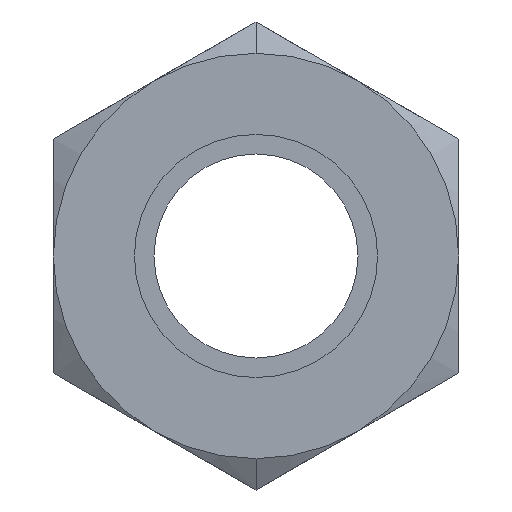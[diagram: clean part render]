
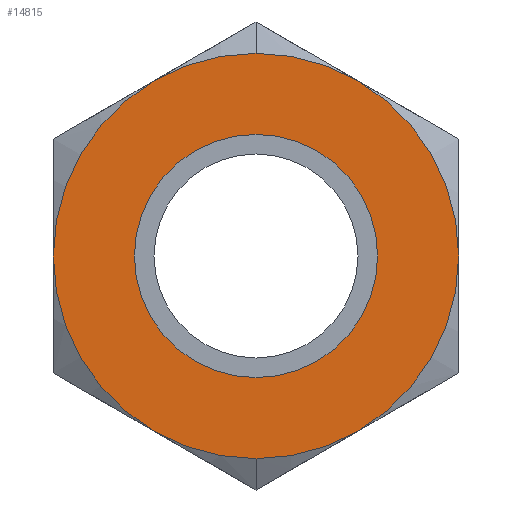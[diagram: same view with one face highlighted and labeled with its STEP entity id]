
A CAD part, left-side view. The second image highlights one B-rep face of the part: STEP entity #14815.
In plain terms, the highlighted planar face has unit normal (-1, 0, 0).
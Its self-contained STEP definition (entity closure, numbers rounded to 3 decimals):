
#1014 = DIRECTION ( 'NONE',  ( 0., 0., -1. ) ) ;
#1144 = AXIS2_PLACEMENT_3D ( 'NONE', #10395, #2983, #6103 ) ;
#1248 = DIRECTION ( 'NONE',  ( 0., 0., 1. ) ) ;
#1580 = ORIENTED_EDGE ( 'NONE', *, *, #16450, .F. ) ;
#2464 = ORIENTED_EDGE ( 'NONE', *, *, #3952, .T. ) ;
#2585 = DIRECTION ( 'NONE',  ( -1., 0., 0. ) ) ;
#2983 = DIRECTION ( 'NONE',  ( 1., 0., 0. ) ) ;
#3227 = DIRECTION ( 'NONE',  ( 1., 0., 0. ) ) ;
#3952 = EDGE_CURVE ( 'NONE', #16327, #9305, #13763, .T. ) ;
#4122 = CARTESIAN_POINT ( 'NONE',  ( 0., 0., 15. ) ) ;
#4517 = CIRCLE ( 'NONE', #17008, 15. ) ;
#5423 = EDGE_CURVE ( 'NONE', #9305, #16327, #10424, .T. ) ;
#6103 = DIRECTION ( 'NONE',  ( 0., 0., -1. ) ) ;
#7008 = VERTEX_POINT ( 'NONE', #4122 ) ;
#7062 = AXIS2_PLACEMENT_3D ( 'NONE', #17840, #3227, #7330 ) ;
#7330 = DIRECTION ( 'NONE',  ( 0., 0., 1. ) ) ;
#8299 = FACE_BOUND ( 'NONE', #16967, .T. ) ;
#8447 = CIRCLE ( 'NONE', #1144, 15. ) ;
#8912 = AXIS2_PLACEMENT_3D ( 'NONE', #15718, #12833, #1014 ) ;
#9305 = VERTEX_POINT ( 'NONE', #11361 ) ;
#9830 = FACE_OUTER_BOUND ( 'NONE', #18889, .T. ) ;
#10076 = ORIENTED_EDGE ( 'NONE', *, *, #5423, .T. ) ;
#10320 = DIRECTION ( 'NONE',  ( 0., 0., 1. ) ) ;
#10395 = CARTESIAN_POINT ( 'NONE',  ( 0., 0., 0. ) ) ;
#10413 = CARTESIAN_POINT ( 'NONE',  ( 0., 0., 0. ) ) ;
#10424 = CIRCLE ( 'NONE', #8912, 9. ) ;
#10450 = VERTEX_POINT ( 'NONE', #14287 ) ;
#11361 = CARTESIAN_POINT ( 'NONE',  ( 0., 0., -9. ) ) ;
#12671 = AXIS2_PLACEMENT_3D ( 'NONE', #15670, #2585, #1248 ) ;
#12833 = DIRECTION ( 'NONE',  ( 1., 0., 0. ) ) ;
#13763 = CIRCLE ( 'NONE', #7062, 9. ) ;
#14287 = CARTESIAN_POINT ( 'NONE',  ( 0., 0., -15. ) ) ;
#14327 = PLANE ( 'NONE',  #12671 ) ;
#14815 = ADVANCED_FACE ( 'NONE', ( #8299, #9830 ), #14327, .T. ) ;
#15670 = CARTESIAN_POINT ( 'NONE',  ( 0., 0., 7.5 ) ) ;
#15718 = CARTESIAN_POINT ( 'NONE',  ( 0., 0., 0. ) ) ;
#16327 = VERTEX_POINT ( 'NONE', #18397 ) ;
#16450 = EDGE_CURVE ( 'NONE', #7008, #10450, #4517, .T. ) ;
#16967 = EDGE_LOOP ( 'NONE', ( #10076, #2464 ) ) ;
#17008 = AXIS2_PLACEMENT_3D ( 'NONE', #10413, #17517, #10320 ) ;
#17425 = EDGE_CURVE ( 'NONE', #10450, #7008, #8447, .T. ) ;
#17517 = DIRECTION ( 'NONE',  ( 1., 0., 0. ) ) ;
#17840 = CARTESIAN_POINT ( 'NONE',  ( 0., 0., 0. ) ) ;
#17898 = ORIENTED_EDGE ( 'NONE', *, *, #17425, .F. ) ;
#18397 = CARTESIAN_POINT ( 'NONE',  ( 0., 0., 9. ) ) ;
#18889 = EDGE_LOOP ( 'NONE', ( #1580, #17898 ) ) ;
